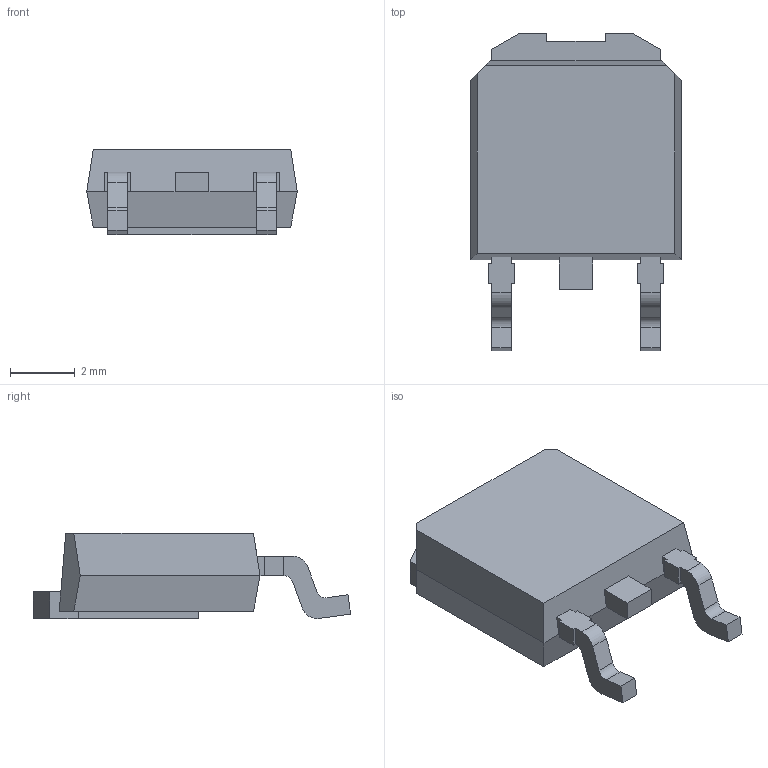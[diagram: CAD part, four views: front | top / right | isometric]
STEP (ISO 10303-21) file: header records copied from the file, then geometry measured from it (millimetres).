
FILE_DESCRIPTION( ( '' ), ' ' );
FILE_NAME( '58afc38276f90f0f8049d269.step', '2017-02-24T05:24:18', ( '' ), ( '' ), ' ', ' ', ' ' );
FILE_SCHEMA( ( 'AUTOMOTIVE_DESIGN { 1 0 10303 214 1 1 1 1 }' ) );
Length unit declared in the file: metre
Products named in the file (1): Open CASCADE STEP translator 6.8 1
Bounding box: 6.5 x 9.8 x 2.63 mm (x, y, z)
Volume: 101.2 mm3; surface area: 164 mm2
Topology: 1 solids, 1 shells, 74 faces, 202 edges, 130 vertices
Faces by surface type: plane 66, cylinder 8
Entity records: 3908 total; most frequent: CARTESIAN_POINT 407, ORIENTED_EDGE 404, DIRECTION 368, STYLED_ITEM 276, PRESENTATION_STYLE_ASSIGNMENT 276, COLOUR_RGB 276, EDGE_CURVE 202, CURVE_STYLE 202
